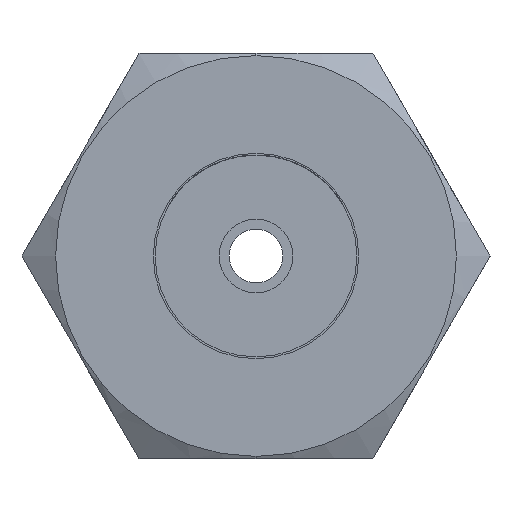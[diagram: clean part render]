
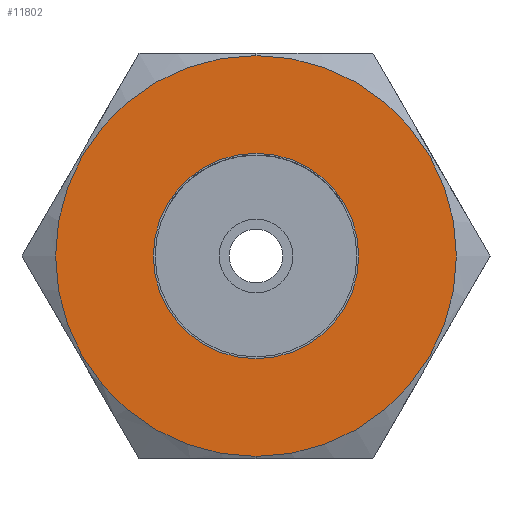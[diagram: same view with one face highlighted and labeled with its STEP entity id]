
A CAD part, left-side view. The second image highlights one B-rep face of the part: STEP entity #11802.
In plain terms, the highlighted planar face has unit normal (-1, 0, 0).
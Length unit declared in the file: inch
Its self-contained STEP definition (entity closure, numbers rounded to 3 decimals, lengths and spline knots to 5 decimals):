
#99 = CARTESIAN_POINT ( 'NONE',  ( -1.13, 0., 0.3485 ) ) ;
#160 = CARTESIAN_POINT ( 'NONE',  ( -1.13, 0., 0. ) ) ;
#284 = DIRECTION ( 'NONE',  ( 0., 0., -1. ) ) ;
#485 = EDGE_CURVE ( 'NONE', #9590, #15291, #14906, .T. ) ;
#1319 = DIRECTION ( 'NONE',  ( 0., 0., 1. ) ) ;
#1404 = EDGE_CURVE ( 'NONE', #7193, #9035, #15890, .T. ) ;
#1433 = PLANE ( 'NONE',  #11232 ) ;
#2394 = FACE_OUTER_BOUND ( 'NONE', #13135, .T. ) ;
#2816 = DIRECTION ( 'NONE',  ( 0., 0., -1. ) ) ;
#3722 = DIRECTION ( 'NONE',  ( 0., 0., -1. ) ) ;
#3736 = DIRECTION ( 'NONE',  ( 1., 0., 0. ) ) ;
#3750 = AXIS2_PLACEMENT_3D ( 'NONE', #9725, #10792, #284 ) ;
#4741 = ORIENTED_EDGE ( 'NONE', *, *, #485, .T. ) ;
#6265 = EDGE_CURVE ( 'NONE', #15291, #9590, #14833, .T. ) ;
#6342 = CARTESIAN_POINT ( 'NONE',  ( -1.13, 0., 0. ) ) ;
#7193 = VERTEX_POINT ( 'NONE', #12934 ) ;
#7743 = DIRECTION ( 'NONE',  ( 1., 0., 0. ) ) ;
#7899 = CARTESIAN_POINT ( 'NONE',  ( -1.13, 0., -0.3485 ) ) ;
#7919 = DIRECTION ( 'NONE',  ( -1., 0., 0. ) ) ;
#8228 = CARTESIAN_POINT ( 'NONE',  ( -1.13, 0., 0.68 ) ) ;
#9035 = VERTEX_POINT ( 'NONE', #8228 ) ;
#9143 = CARTESIAN_POINT ( 'NONE',  ( -1.13, 0., 0. ) ) ;
#9590 = VERTEX_POINT ( 'NONE', #7899 ) ;
#9602 = EDGE_CURVE ( 'NONE', #9035, #7193, #11847, .T. ) ;
#9725 = CARTESIAN_POINT ( 'NONE',  ( -1.13, 0., 0. ) ) ;
#10792 = DIRECTION ( 'NONE',  ( 1., 0., 0. ) ) ;
#11232 = AXIS2_PLACEMENT_3D ( 'NONE', #11795, #7919, #1319 ) ;
#11686 = ORIENTED_EDGE ( 'NONE', *, *, #1404, .F. ) ;
#11795 = CARTESIAN_POINT ( 'NONE',  ( -1.13, 0.68, 0. ) ) ;
#11802 = ADVANCED_FACE ( 'NONE', ( #13979, #2394 ), #1433, .T. ) ;
#11847 = CIRCLE ( 'NONE', #16099, 0.68 ) ;
#12007 = EDGE_LOOP ( 'NONE', ( #4741, #13064 ) ) ;
#12184 = DIRECTION ( 'NONE',  ( 1., 0., 0. ) ) ;
#12934 = CARTESIAN_POINT ( 'NONE',  ( -1.13, 0., -0.68 ) ) ;
#13064 = ORIENTED_EDGE ( 'NONE', *, *, #6265, .T. ) ;
#13135 = EDGE_LOOP ( 'NONE', ( #11686, #15792 ) ) ;
#13622 = AXIS2_PLACEMENT_3D ( 'NONE', #9143, #3736, #16857 ) ;
#13979 = FACE_BOUND ( 'NONE', #12007, .T. ) ;
#14833 = CIRCLE ( 'NONE', #13622, 0.3485 ) ;
#14906 = CIRCLE ( 'NONE', #3750, 0.3485 ) ;
#15090 = AXIS2_PLACEMENT_3D ( 'NONE', #160, #12184, #2816 ) ;
#15291 = VERTEX_POINT ( 'NONE', #99 ) ;
#15792 = ORIENTED_EDGE ( 'NONE', *, *, #9602, .F. ) ;
#15890 = CIRCLE ( 'NONE', #15090, 0.68 ) ;
#16099 = AXIS2_PLACEMENT_3D ( 'NONE', #6342, #7743, #3722 ) ;
#16857 = DIRECTION ( 'NONE',  ( 0., 0., -1. ) ) ;
